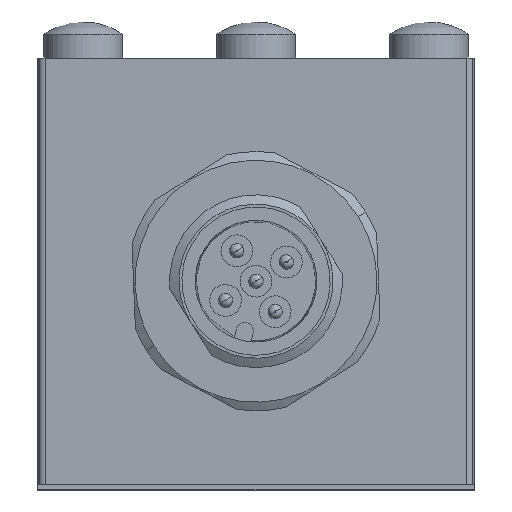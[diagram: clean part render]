
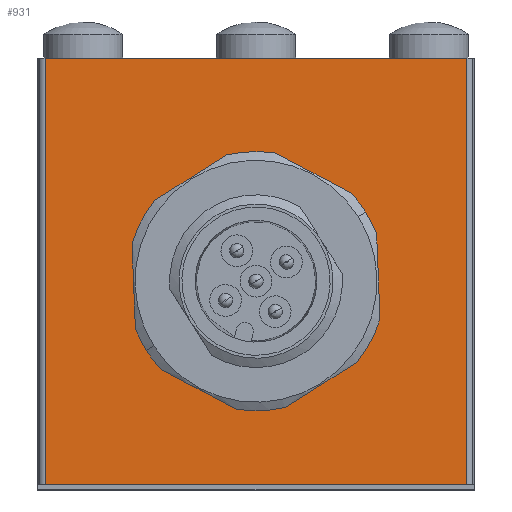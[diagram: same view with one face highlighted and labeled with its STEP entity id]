
A CAD part, front view. The second image highlights one B-rep face of the part: STEP entity #931.
In plain terms, the highlighted planar face has unit normal (0, -1, 0).
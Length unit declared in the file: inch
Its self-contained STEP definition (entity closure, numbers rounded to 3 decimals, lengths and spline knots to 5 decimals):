
#2 = VECTOR ( 'NONE', #1850, 39.37008 ) ;
#251 = VERTEX_POINT ( 'NONE', #3343 ) ;
#312 = DIRECTION ( 'NONE',  ( 0., 1., 0. ) ) ;
#384 = ORIENTED_EDGE ( 'NONE', *, *, #9426, .T. ) ;
#830 = CARTESIAN_POINT ( 'NONE',  ( -0.31496, -2.14567, 0.57087 ) ) ;
#931 = ADVANCED_FACE ( 'NONE', ( #6541, #9195 ), #8707, .T. ) ;
#1244 = DIRECTION ( 'NONE',  ( 0., -1., 0. ) ) ;
#1287 = DIRECTION ( 'NONE',  ( 0., 0., -1. ) ) ;
#1331 = LINE ( 'NONE', #11374, #10785 ) ;
#1535 = LINE ( 'NONE', #4421, #9980 ) ;
#1604 = ORIENTED_EDGE ( 'NONE', *, *, #13427, .F. ) ;
#1850 = DIRECTION ( 'NONE',  ( 0., 0., -1. ) ) ;
#2177 = EDGE_CURVE ( 'NONE', #5441, #2965, #5716, .T. ) ;
#2202 = DIRECTION ( 'NONE',  ( 0., 0., 1. ) ) ;
#2238 = EDGE_CURVE ( 'NONE', #10251, #2965, #1331, .T. ) ;
#2296 = VECTOR ( 'NONE', #11878, 39.37008 ) ;
#2833 = CARTESIAN_POINT ( 'NONE',  ( -0.47244, -2.14567, 1.1811 ) ) ;
#2867 = CARTESIAN_POINT ( 'NONE',  ( 0.47244, -2.14567, 1.1811 ) ) ;
#2871 = ORIENTED_EDGE ( 'NONE', *, *, #8497, .T. ) ;
#2965 = VERTEX_POINT ( 'NONE', #7194 ) ;
#3343 = CARTESIAN_POINT ( 'NONE',  ( 0.31496, -2.14567, 0.57087 ) ) ;
#3502 = DIRECTION ( 'NONE',  ( -1., 0., 0. ) ) ;
#3653 = ORIENTED_EDGE ( 'NONE', *, *, #2238, .T. ) ;
#3727 = AXIS2_PLACEMENT_3D ( 'NONE', #4729, #312, #8948 ) ;
#4421 = CARTESIAN_POINT ( 'NONE',  ( 0.57677, -2.14567, 1.1811 ) ) ;
#4729 = CARTESIAN_POINT ( 'NONE',  ( 0., -2.14567, 0.57087 ) ) ;
#5441 = VERTEX_POINT ( 'NONE', #7744 ) ;
#5514 = CARTESIAN_POINT ( 'NONE',  ( -0.57677, -2.14567, 0.01575 ) ) ;
#5552 = AXIS2_PLACEMENT_3D ( 'NONE', #5555, #1244, #1287 ) ;
#5555 = CARTESIAN_POINT ( 'NONE',  ( 0.59646, -2.14567, 0. ) ) ;
#5716 = LINE ( 'NONE', #10322, #2 ) ;
#5980 = CARTESIAN_POINT ( 'NONE',  ( 0., -2.14567, 0.57087 ) ) ;
#6476 = VERTEX_POINT ( 'NONE', #830 ) ;
#6541 = FACE_BOUND ( 'NONE', #10628, .T. ) ;
#6559 = CARTESIAN_POINT ( 'NONE',  ( 0.47244, -2.14567, 1.1811 ) ) ;
#6802 = ORIENTED_EDGE ( 'NONE', *, *, #10802, .T. ) ;
#6876 = CARTESIAN_POINT ( 'NONE',  ( -0.57677, -2.14567, 0.01575 ) ) ;
#7194 = CARTESIAN_POINT ( 'NONE',  ( 0.57677, -2.14567, 0.01575 ) ) ;
#7217 = VERTEX_POINT ( 'NONE', #7882 ) ;
#7744 = CARTESIAN_POINT ( 'NONE',  ( 0.57677, -2.14567, 1.1811 ) ) ;
#7882 = CARTESIAN_POINT ( 'NONE',  ( -0.47244, -2.14567, 1.1811 ) ) ;
#8186 = EDGE_CURVE ( 'NONE', #6476, #251, #10651, .T. ) ;
#8497 = EDGE_CURVE ( 'NONE', #5441, #12853, #1535, .T. ) ;
#8707 = PLANE ( 'NONE',  #5552 ) ;
#8948 = DIRECTION ( 'NONE',  ( 1., 0., 0. ) ) ;
#9195 = FACE_OUTER_BOUND ( 'NONE', #13568, .T. ) ;
#9426 = EDGE_CURVE ( 'NONE', #251, #6476, #13798, .T. ) ;
#9694 = ORIENTED_EDGE ( 'NONE', *, *, #2177, .F. ) ;
#9980 = VECTOR ( 'NONE', #3502, 39.37008 ) ;
#10240 = DIRECTION ( 'NONE',  ( 1., 0., 0. ) ) ;
#10251 = VERTEX_POINT ( 'NONE', #6876 ) ;
#10322 = CARTESIAN_POINT ( 'NONE',  ( 0.57677, -2.14567, 1.1811 ) ) ;
#10437 = VECTOR ( 'NONE', #2202, 39.37008 ) ;
#10628 = EDGE_LOOP ( 'NONE', ( #384, #11215 ) ) ;
#10651 = CIRCLE ( 'NONE', #12578, 0.31496 ) ;
#10785 = VECTOR ( 'NONE', #10240, 39.37008 ) ;
#10802 = EDGE_CURVE ( 'NONE', #7217, #13072, #13643, .T. ) ;
#10958 = DIRECTION ( 'NONE',  ( -1., 0., 0. ) ) ;
#11215 = ORIENTED_EDGE ( 'NONE', *, *, #8186, .T. ) ;
#11374 = CARTESIAN_POINT ( 'NONE',  ( -0.57677, -2.14567, 0.01575 ) ) ;
#11438 = DIRECTION ( 'NONE',  ( 0., 1., 0. ) ) ;
#11643 = EDGE_CURVE ( 'NONE', #12853, #7217, #12572, .T. ) ;
#11878 = DIRECTION ( 'NONE',  ( -1., 0., 0. ) ) ;
#12304 = CARTESIAN_POINT ( 'NONE',  ( -0.57677, -2.14567, 1.1811 ) ) ;
#12572 = LINE ( 'NONE', #6559, #2296 ) ;
#12578 = AXIS2_PLACEMENT_3D ( 'NONE', #5980, #11438, #13601 ) ;
#12604 = LINE ( 'NONE', #5514, #10437 ) ;
#12644 = VECTOR ( 'NONE', #10958, 39.37008 ) ;
#12853 = VERTEX_POINT ( 'NONE', #2867 ) ;
#13072 = VERTEX_POINT ( 'NONE', #12304 ) ;
#13219 = ORIENTED_EDGE ( 'NONE', *, *, #11643, .T. ) ;
#13427 = EDGE_CURVE ( 'NONE', #10251, #13072, #12604, .T. ) ;
#13568 = EDGE_LOOP ( 'NONE', ( #3653, #9694, #2871, #13219, #6802, #1604 ) ) ;
#13601 = DIRECTION ( 'NONE',  ( 1., 0., 0. ) ) ;
#13643 = LINE ( 'NONE', #2833, #12644 ) ;
#13798 = CIRCLE ( 'NONE', #3727, 0.31496 ) ;
